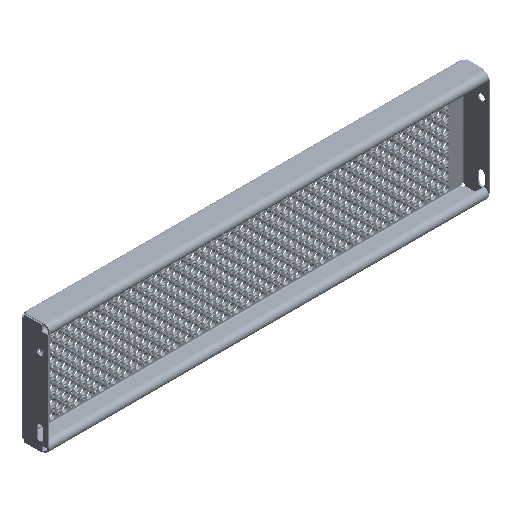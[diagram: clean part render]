
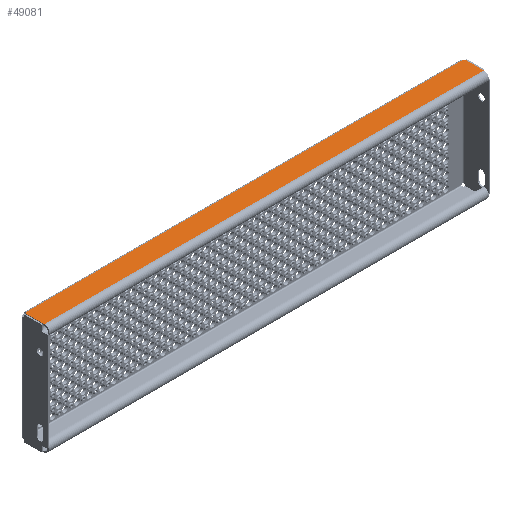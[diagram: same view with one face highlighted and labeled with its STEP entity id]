
A CAD part, isometric view. The second image highlights one B-rep face of the part: STEP entity #49081.
In plain terms, the highlighted planar face has unit normal (0, 0, 1).
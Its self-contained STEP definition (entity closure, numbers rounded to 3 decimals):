
#3937 = DIRECTION ( 'NONE',  ( 1., 0., 0. ) ) ;
#5495 = VECTOR ( 'NONE', #43265, 1000. ) ;
#17560 = DIRECTION ( 'NONE',  ( 1., 0., 0. ) ) ;
#22243 = LINE ( 'NONE', #61361, #136359 ) ;
#27537 = VERTEX_POINT ( 'NONE', #199677 ) ;
#29806 = EDGE_LOOP ( 'NONE', ( #67203, #193513, #142024, #182079, #197984, #192430 ) ) ;
#34269 = VECTOR ( 'NONE', #17560, 1000. ) ;
#43265 = DIRECTION ( 'NONE',  ( 0., 1., 0. ) ) ;
#44707 = DIRECTION ( 'NONE',  ( 0., -1., 0. ) ) ;
#45509 = CIRCLE ( 'NONE', #110200, 5. ) ;
#46698 = EDGE_CURVE ( 'NONE', #200144, #27537, #132201, .T. ) ;
#49081 = ADVANCED_FACE ( 'NONE', ( #69719 ), #232616, .T. ) ;
#51898 = DIRECTION ( 'NONE',  ( 0., -1., 0. ) ) ;
#53164 = EDGE_CURVE ( 'NONE', #27537, #81477, #147947, .T. ) ;
#55652 = VERTEX_POINT ( 'NONE', #110088 ) ;
#56436 = CIRCLE ( 'NONE', #79208, 5. ) ;
#59301 = CARTESIAN_POINT ( 'NONE',  ( 447.49, -7.211, 112.5 ) ) ;
#61361 = CARTESIAN_POINT ( 'NONE',  ( -446.49, -6.916, 112.5 ) ) ;
#67203 = ORIENTED_EDGE ( 'NONE', *, *, #46698, .T. ) ;
#67499 = LINE ( 'NONE', #232721, #34269 ) ;
#69719 = FACE_OUTER_BOUND ( 'NONE', #29806, .T. ) ;
#73795 = CARTESIAN_POINT ( 'NONE',  ( -446.49, -44.505, 112.5 ) ) ;
#79208 = AXIS2_PLACEMENT_3D ( 'NONE', #88846, #142351, #111366 ) ;
#81477 = VERTEX_POINT ( 'NONE', #59301 ) ;
#84428 = EDGE_CURVE ( 'NONE', #81477, #165158, #45509, .T. ) ;
#87569 = CARTESIAN_POINT ( 'NONE',  ( -448.4, 219.505, 112.5 ) ) ;
#88846 = CARTESIAN_POINT ( 'NONE',  ( -448.4, -2.295, 112.5 ) ) ;
#107330 = CARTESIAN_POINT ( 'NONE',  ( 448.4, -2.295, 112.5 ) ) ;
#110088 = CARTESIAN_POINT ( 'NONE',  ( -446.49, -6.916, 112.5 ) ) ;
#110200 = AXIS2_PLACEMENT_3D ( 'NONE', #107330, #198792, #217822 ) ;
#111366 = DIRECTION ( 'NONE',  ( 0., -1., 0. ) ) ;
#114647 = CARTESIAN_POINT ( 'NONE',  ( 447.49, -7.211, 112.5 ) ) ;
#122626 = CARTESIAN_POINT ( 'NONE',  ( 443.913, -4.5, 112.5 ) ) ;
#130915 = EDGE_CURVE ( 'NONE', #228865, #165158, #67499, .T. ) ;
#132201 = LINE ( 'NONE', #204731, #143409 ) ;
#136359 = VECTOR ( 'NONE', #44707, 1000. ) ;
#142024 = ORIENTED_EDGE ( 'NONE', *, *, #84428, .T. ) ;
#142351 = DIRECTION ( 'NONE',  ( 0., 0., -1. ) ) ;
#143409 = VECTOR ( 'NONE', #3937, 1000. ) ;
#147947 = LINE ( 'NONE', #114647, #5495 ) ;
#160568 = EDGE_CURVE ( 'NONE', #228865, #55652, #56436, .T. ) ;
#162084 = EDGE_CURVE ( 'NONE', #55652, #200144, #22243, .T. ) ;
#165158 = VERTEX_POINT ( 'NONE', #122626 ) ;
#182079 = ORIENTED_EDGE ( 'NONE', *, *, #130915, .F. ) ;
#192430 = ORIENTED_EDGE ( 'NONE', *, *, #162084, .T. ) ;
#193513 = ORIENTED_EDGE ( 'NONE', *, *, #53164, .T. ) ;
#197984 = ORIENTED_EDGE ( 'NONE', *, *, #160568, .T. ) ;
#198792 = DIRECTION ( 'NONE',  ( 0., 0., -1. ) ) ;
#199677 = CARTESIAN_POINT ( 'NONE',  ( 447.49, -44.505, 112.5 ) ) ;
#200144 = VERTEX_POINT ( 'NONE', #73795 ) ;
#201738 = AXIS2_PLACEMENT_3D ( 'NONE', #87569, #214756, #51898 ) ;
#204731 = CARTESIAN_POINT ( 'NONE',  ( -446.49, -44.505, 112.5 ) ) ;
#214756 = DIRECTION ( 'NONE',  ( 0., 0., 1. ) ) ;
#217822 = DIRECTION ( 'NONE',  ( 0., -1., 0. ) ) ;
#225199 = CARTESIAN_POINT ( 'NONE',  ( -443.913, -4.5, 112.5 ) ) ;
#228865 = VERTEX_POINT ( 'NONE', #225199 ) ;
#232616 = PLANE ( 'NONE',  #201738 ) ;
#232721 = CARTESIAN_POINT ( 'NONE',  ( -448.4, -4.5, 112.5 ) ) ;
